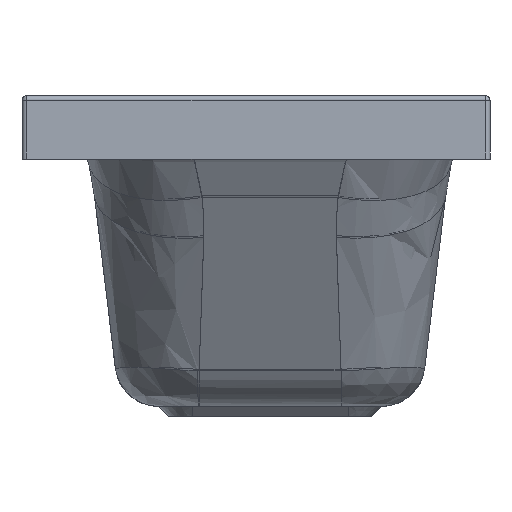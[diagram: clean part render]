
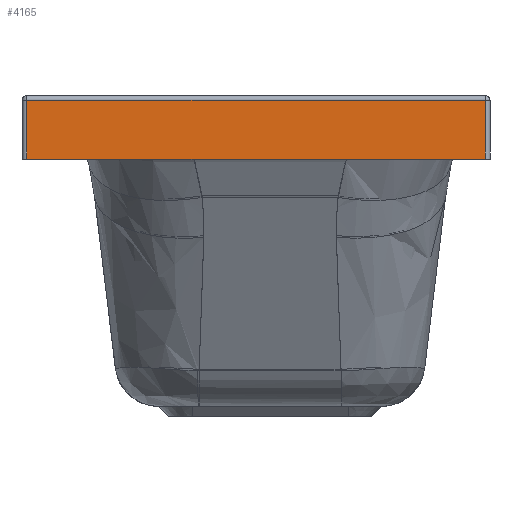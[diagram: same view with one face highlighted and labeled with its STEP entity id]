
A CAD part, front view. The second image highlights one B-rep face of the part: STEP entity #4165.
In plain terms, the highlighted face is planar.
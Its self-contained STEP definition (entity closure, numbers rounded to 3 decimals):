
#4126=CARTESIAN_POINT('',(-800.0,-350.0,0.0));
#4127=DIRECTION('',(1.0,0.0,0.0));
#4128=DIRECTION('',(0.0,0.0,-1.0));
#4129=AXIS2_PLACEMENT_3D('',#4126,#4127,#4128);
#4130=PLANE('',#4129);
#4131=CARTESIAN_POINT('',(-800.0,-343.,473.));
#4132=VERTEX_POINT('',#4131);
#4133=CARTESIAN_POINT('',(-800.0,343.,473.));
#4134=VERTEX_POINT('',#4133);
#4135=CARTESIAN_POINT('',(-800.0,-343.,473.));
#4136=DIRECTION('',(0.0,1.0,0.0));
#4137=VECTOR('',#4136,686.);
#4138=LINE('',#4135,#4137);
#4139=EDGE_CURVE('',#4132,#4134,#4138,.T.);
#4140=ORIENTED_EDGE('',*,*,#4139,.T.);
#4141=CARTESIAN_POINT('',(-800.0,343.,385.0));
#4142=VERTEX_POINT('',#4141);
#4143=CARTESIAN_POINT('',(-800.0,343.,385.0));
#4144=DIRECTION('',(0.0,0.0,1.0));
#4145=VECTOR('',#4144,88.);
#4146=LINE('',#4143,#4145);
#4147=EDGE_CURVE('',#4142,#4134,#4146,.T.);
#4148=ORIENTED_EDGE('',*,*,#4147,.F.);
#4149=CARTESIAN_POINT('',(-800.0,-343.,385.0));
#4150=VERTEX_POINT('',#4149);
#4151=CARTESIAN_POINT('',(-800.0,-343.,385.0));
#4152=DIRECTION('',(0.0,1.0,0.0));
#4153=VECTOR('',#4152,686.);
#4154=LINE('',#4151,#4153);
#4155=EDGE_CURVE('',#4150,#4142,#4154,.T.);
#4156=ORIENTED_EDGE('',*,*,#4155,.F.);
#4157=CARTESIAN_POINT('',(-800.0,-343.,385.0));
#4158=DIRECTION('',(0.0,0.0,1.0));
#4159=VECTOR('',#4158,88.);
#4160=LINE('',#4157,#4159);
#4161=EDGE_CURVE('',#4150,#4132,#4160,.T.);
#4162=ORIENTED_EDGE('',*,*,#4161,.T.);
#4163=EDGE_LOOP('',(#4140,#4148,#4156,#4162));
#4164=FACE_OUTER_BOUND('',#4163,.T.);
#4165=ADVANCED_FACE('',(#4164),#4130,.F.);
